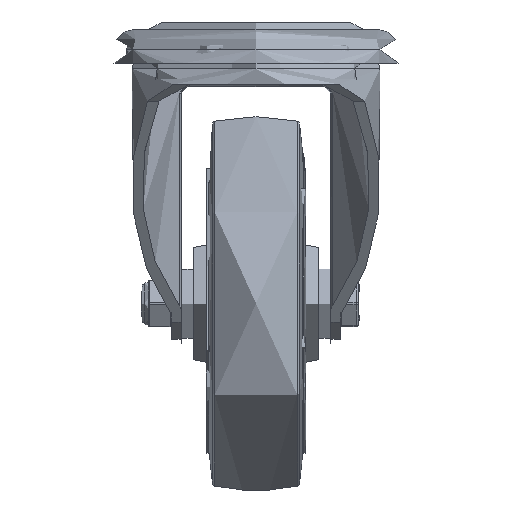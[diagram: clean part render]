
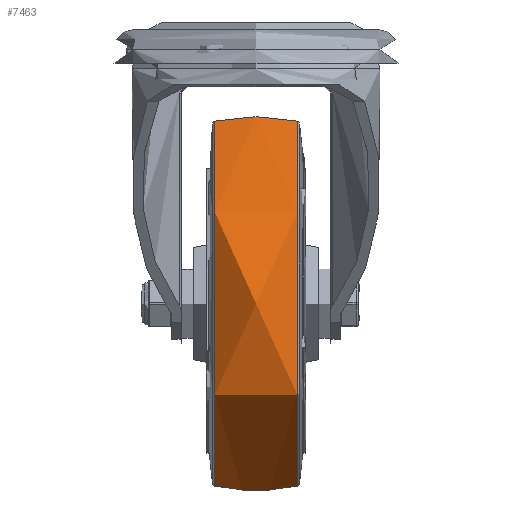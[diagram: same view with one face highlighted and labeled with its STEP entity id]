
A CAD part, left-side view. The second image highlights one B-rep face of the part: STEP entity #7463.
In plain terms, the highlighted free-form (B-spline) face has degree [2, 2] with [3, 9] control points.
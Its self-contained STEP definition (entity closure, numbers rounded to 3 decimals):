
#38=(
BOUNDED_SURFACE()
B_SPLINE_SURFACE(2,2,((#13260,#13261,#13262,#13263,#13264,#13265,#13266,
#13267,#13268),(#13269,#13270,#13271,#13272,#13273,#13274,#13275,#13276,
#13277),(#13278,#13279,#13280,#13281,#13282,#13283,#13284,#13285,#13286)),
 .UNSPECIFIED.,.F.,.T.,.F.)
B_SPLINE_SURFACE_WITH_KNOTS((3,3),(3,2,2,2,3),(-0.215,0.215),
(-3.142,-1.571,0.,1.571,3.142),
 .UNSPECIFIED.)
GEOMETRIC_REPRESENTATION_ITEM()
RATIONAL_B_SPLINE_SURFACE(((1.,0.707,1.,0.707,1.,
0.707,1.,0.707,1.),(0.977,0.691,
0.977,0.691,0.977,0.691,
0.977,0.691,0.977),(1.,0.707,
1.,0.707,1.,0.707,1.,0.707,1.)))
REPRESENTATION_ITEM('')
SURFACE()
);
#2089=FACE_OUTER_BOUND('',#2568,.T.);
#2568=EDGE_LOOP('',(#5916,#5917,#5918,#5919));
#3017=CIRCLE('',#8191,73.221);
#3018=CIRCLE('',#8192,77.563);
#3019=CIRCLE('',#8193,73.221);
#3530=VERTEX_POINT('',#13257);
#3531=VERTEX_POINT('',#13287);
#4387=EDGE_CURVE('',#3530,#3530,#3017,.T.);
#4388=EDGE_CURVE('',#3530,#3531,#3018,.T.);
#4389=EDGE_CURVE('',#3531,#3531,#3019,.T.);
#5916=ORIENTED_EDGE('',*,*,#4387,.F.);
#5917=ORIENTED_EDGE('',*,*,#4388,.T.);
#5918=ORIENTED_EDGE('',*,*,#4389,.T.);
#5919=ORIENTED_EDGE('',*,*,#4388,.F.);
#7463=ADVANCED_FACE('',(#2089),#38,.F.);
#8191=AXIS2_PLACEMENT_3D('',#13259,#9523,#9524);
#8192=AXIS2_PLACEMENT_3D('',#13288,#9525,#9526);
#8193=AXIS2_PLACEMENT_3D('',#13289,#9527,#9528);
#9523=DIRECTION('center_axis',(-1.,0.,0.));
#9524=DIRECTION('ref_axis',(0.,0.,1.));
#9525=DIRECTION('center_axis',(0.,-1.,0.));
#9526=DIRECTION('ref_axis',(0.,0.,-1.));
#9527=DIRECTION('center_axis',(-1.,0.,0.));
#9528=DIRECTION('ref_axis',(0.,0.,1.));
#13257=CARTESIAN_POINT('',(-16.516,0.,-73.221));
#13259=CARTESIAN_POINT('Origin',(-16.516,0.,0.));
#13260=CARTESIAN_POINT('Ctrl Pts',(16.516,0.,-73.221));
#13261=CARTESIAN_POINT('Ctrl Pts',(16.516,-73.221,-73.221));
#13262=CARTESIAN_POINT('Ctrl Pts',(16.516,-73.221,0.));
#13263=CARTESIAN_POINT('Ctrl Pts',(16.516,-73.221,73.221));
#13264=CARTESIAN_POINT('Ctrl Pts',(16.516,0.,73.221));
#13265=CARTESIAN_POINT('Ctrl Pts',(16.516,73.221,73.221));
#13266=CARTESIAN_POINT('Ctrl Pts',(16.516,73.221,0.));
#13267=CARTESIAN_POINT('Ctrl Pts',(16.516,73.221,-73.221));
#13268=CARTESIAN_POINT('Ctrl Pts',(16.516,0.,-73.221));
#13269=CARTESIAN_POINT('Ctrl Pts',(0.,0.,-76.821));
#13270=CARTESIAN_POINT('Ctrl Pts',(0.,-76.821,-76.821));
#13271=CARTESIAN_POINT('Ctrl Pts',(0.,-76.821,0.));
#13272=CARTESIAN_POINT('Ctrl Pts',(0.,-76.821,76.821));
#13273=CARTESIAN_POINT('Ctrl Pts',(0.,0.,76.821));
#13274=CARTESIAN_POINT('Ctrl Pts',(0.,76.821,76.821));
#13275=CARTESIAN_POINT('Ctrl Pts',(0.,76.821,0.));
#13276=CARTESIAN_POINT('Ctrl Pts',(0.,76.821,-76.821));
#13277=CARTESIAN_POINT('Ctrl Pts',(0.,0.,-76.821));
#13278=CARTESIAN_POINT('Ctrl Pts',(-16.516,0.,-73.221));
#13279=CARTESIAN_POINT('Ctrl Pts',(-16.516,-73.221,-73.221));
#13280=CARTESIAN_POINT('Ctrl Pts',(-16.516,-73.221,
0.));
#13281=CARTESIAN_POINT('Ctrl Pts',(-16.516,-73.221,73.221));
#13282=CARTESIAN_POINT('Ctrl Pts',(-16.516,0.,73.221));
#13283=CARTESIAN_POINT('Ctrl Pts',(-16.516,73.221,73.221));
#13284=CARTESIAN_POINT('Ctrl Pts',(-16.516,73.221,0.));
#13285=CARTESIAN_POINT('Ctrl Pts',(-16.516,73.221,-73.221));
#13286=CARTESIAN_POINT('Ctrl Pts',(-16.516,0.,-73.221));
#13287=CARTESIAN_POINT('',(16.516,0.,-73.221));
#13288=CARTESIAN_POINT('Origin',(0.,0.,2.563));
#13289=CARTESIAN_POINT('Origin',(16.516,0.,0.));
